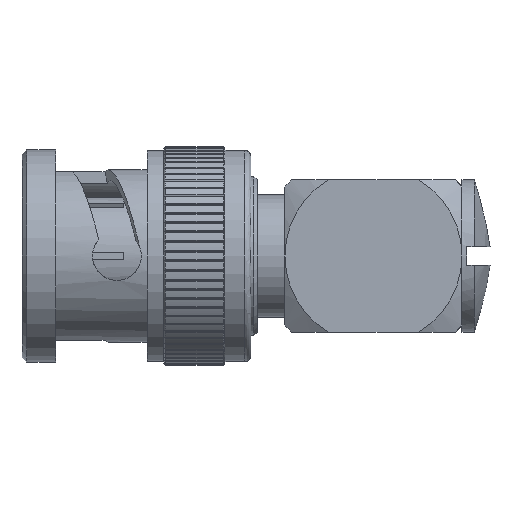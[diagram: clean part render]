
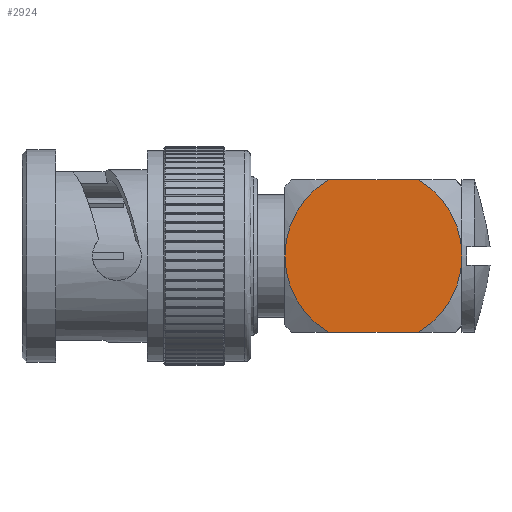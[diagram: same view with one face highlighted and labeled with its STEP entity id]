
A CAD part, left-side view. The second image highlights one B-rep face of the part: STEP entity #2924.
In plain terms, the highlighted planar face has unit normal (-1, 0, 0).
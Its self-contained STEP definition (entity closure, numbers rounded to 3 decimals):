
#724 = CARTESIAN_POINT ( 'NONE',  ( -5., 2.939, 5. ) ) ;
#1307 = ORIENTED_EDGE ( 'NONE', *, *, #11784, .F. ) ;
#1873 = ORIENTED_EDGE ( 'NONE', *, *, #4449, .T. ) ;
#1913 = VERTEX_POINT ( 'NONE', #5024 ) ;
#1983 = CARTESIAN_POINT ( 'NONE',  ( -5., 0., 0. ) ) ;
#2108 = LINE ( 'NONE', #5747, #2928 ) ;
#2924 = ADVANCED_FACE ( 'NONE', ( #14136 ), #6277, .T. ) ;
#2928 = VECTOR ( 'NONE', #16548, 1000. ) ;
#3091 = CARTESIAN_POINT ( 'NONE',  ( -5., -5.8, 0. ) ) ;
#3386 = CIRCLE ( 'NONE', #11474, 5.8 ) ;
#4449 = EDGE_CURVE ( 'NONE', #9265, #14383, #5176, .T. ) ;
#5024 = CARTESIAN_POINT ( 'NONE',  ( -5., -2.939, -5. ) ) ;
#5094 = ORIENTED_EDGE ( 'NONE', *, *, #21406, .F. ) ;
#5176 = CIRCLE ( 'NONE', #11679, 5.8 ) ;
#5747 = CARTESIAN_POINT ( 'NONE',  ( -5., 0., -5. ) ) ;
#6125 = DIRECTION ( 'NONE',  ( 0., 0., 1. ) ) ;
#6277 = PLANE ( 'NONE',  #13678 ) ;
#6521 = VERTEX_POINT ( 'NONE', #9603 ) ;
#7089 = DIRECTION ( 'NONE',  ( 0., 0., -1. ) ) ;
#7175 = DIRECTION ( 'NONE',  ( 0., 0., -1. ) ) ;
#7324 = LINE ( 'NONE', #14598, #14778 ) ;
#7871 = EDGE_CURVE ( 'NONE', #14383, #12967, #11708, .T. ) ;
#8723 = EDGE_LOOP ( 'NONE', ( #16877, #18771, #1307, #5094, #1873, #12040 ) ) ;
#9081 = DIRECTION ( 'NONE',  ( -1., 0., 0. ) ) ;
#9265 = VERTEX_POINT ( 'NONE', #724 ) ;
#9603 = CARTESIAN_POINT ( 'NONE',  ( -5., -2.939, 5. ) ) ;
#9970 = CARTESIAN_POINT ( 'NONE',  ( -5., 0., 0. ) ) ;
#10505 = CARTESIAN_POINT ( 'NONE',  ( -5., 0., 0. ) ) ;
#10588 = VERTEX_POINT ( 'NONE', #3091 ) ;
#11426 = CARTESIAN_POINT ( 'NONE',  ( -5., 5.8, -5. ) ) ;
#11474 = AXIS2_PLACEMENT_3D ( 'NONE', #9970, #16881, #16953 ) ;
#11679 = AXIS2_PLACEMENT_3D ( 'NONE', #10505, #15928, #12131 ) ;
#11708 = CIRCLE ( 'NONE', #18357, 5.8 ) ;
#11784 = EDGE_CURVE ( 'NONE', #6521, #10588, #3386, .T. ) ;
#12040 = ORIENTED_EDGE ( 'NONE', *, *, #7871, .T. ) ;
#12131 = DIRECTION ( 'NONE',  ( 0., 0., -1. ) ) ;
#12967 = VERTEX_POINT ( 'NONE', #15991 ) ;
#13678 = AXIS2_PLACEMENT_3D ( 'NONE', #11426, #15134, #6125 ) ;
#14136 = FACE_OUTER_BOUND ( 'NONE', #8723, .T. ) ;
#14383 = VERTEX_POINT ( 'NONE', #20755 ) ;
#14598 = CARTESIAN_POINT ( 'NONE',  ( -5., 0., 5. ) ) ;
#14778 = VECTOR ( 'NONE', #19974, 1000. ) ;
#15134 = DIRECTION ( 'NONE',  ( -1., 0., 0. ) ) ;
#15468 = EDGE_CURVE ( 'NONE', #1913, #10588, #20469, .T. ) ;
#15892 = CARTESIAN_POINT ( 'NONE',  ( -5., 0., 0. ) ) ;
#15928 = DIRECTION ( 'NONE',  ( -1., 0., 0. ) ) ;
#15991 = CARTESIAN_POINT ( 'NONE',  ( -5., 2.939, -5. ) ) ;
#16548 = DIRECTION ( 'NONE',  ( 0., -1., 0. ) ) ;
#16877 = ORIENTED_EDGE ( 'NONE', *, *, #22056, .T. ) ;
#16881 = DIRECTION ( 'NONE',  ( 1., 0., 0. ) ) ;
#16953 = DIRECTION ( 'NONE',  ( 0., 0., -1. ) ) ;
#17661 = DIRECTION ( 'NONE',  ( -1., 0., 0. ) ) ;
#18357 = AXIS2_PLACEMENT_3D ( 'NONE', #15892, #17661, #7089 ) ;
#18771 = ORIENTED_EDGE ( 'NONE', *, *, #15468, .T. ) ;
#18953 = AXIS2_PLACEMENT_3D ( 'NONE', #1983, #9081, #7175 ) ;
#19974 = DIRECTION ( 'NONE',  ( 0., -1., 0. ) ) ;
#20469 = CIRCLE ( 'NONE', #18953, 5.8 ) ;
#20755 = CARTESIAN_POINT ( 'NONE',  ( -5., 5.8, 0. ) ) ;
#21406 = EDGE_CURVE ( 'NONE', #9265, #6521, #7324, .T. ) ;
#22056 = EDGE_CURVE ( 'NONE', #12967, #1913, #2108, .T. ) ;
